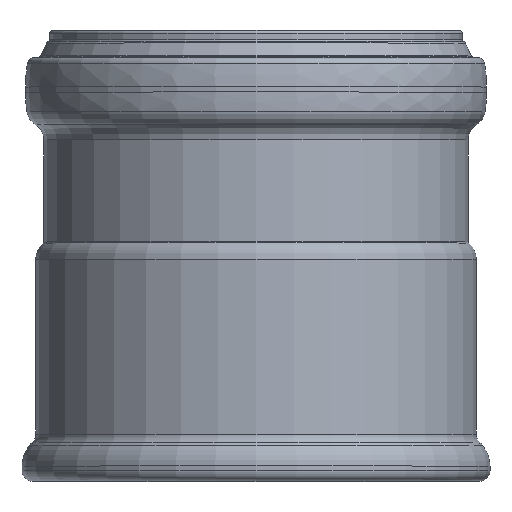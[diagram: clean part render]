
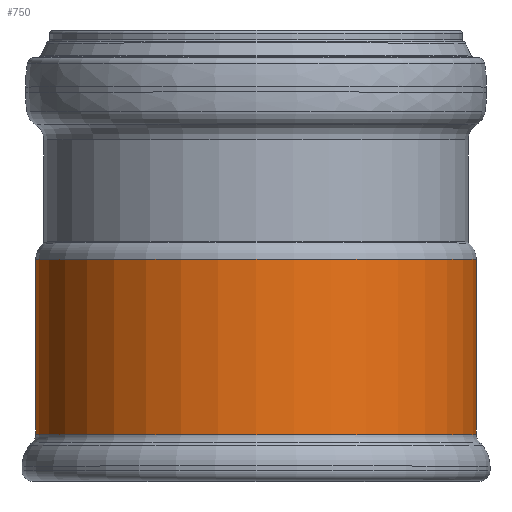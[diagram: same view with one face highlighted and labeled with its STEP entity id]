
A CAD part, top view. The second image highlights one B-rep face of the part: STEP entity #750.
In plain terms, the highlighted cylindrical face has radius 62.65 mm (diameter 125.3 mm), a full revolution.
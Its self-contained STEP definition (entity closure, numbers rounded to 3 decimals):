
#37=LINE('',#1313,#56);
#56=VECTOR('',#1009,62.65);
#75=CYLINDRICAL_SURFACE('',#835,62.65);
#91=FACE_OUTER_BOUND('',#140,.T.);
#140=EDGE_LOOP('',(#510,#511,#512,#513,#514,#515));
#201=CIRCLE('',#833,62.65);
#202=CIRCLE('',#834,62.65);
#203=CIRCLE('',#836,62.65);
#204=CIRCLE('',#837,62.65);
#297=VERTEX_POINT('',#1303);
#298=VERTEX_POINT('',#1305);
#299=VERTEX_POINT('',#1309);
#300=VERTEX_POINT('',#1310);
#378=EDGE_CURVE('',#298,#297,#201,.T.);
#379=EDGE_CURVE('',#297,#298,#202,.T.);
#380=EDGE_CURVE('',#299,#300,#203,.T.);
#381=EDGE_CURVE('',#300,#299,#204,.T.);
#382=EDGE_CURVE('',#300,#298,#37,.T.);
#510=ORIENTED_EDGE('',*,*,#380,.F.);
#511=ORIENTED_EDGE('',*,*,#381,.F.);
#512=ORIENTED_EDGE('',*,*,#382,.T.);
#513=ORIENTED_EDGE('',*,*,#378,.T.);
#514=ORIENTED_EDGE('',*,*,#379,.T.);
#515=ORIENTED_EDGE('',*,*,#382,.F.);
#750=ADVANCED_FACE('',(#91),#75,.T.);
#833=AXIS2_PLACEMENT_3D('',#1306,#999,#1000);
#834=AXIS2_PLACEMENT_3D('',#1307,#1001,#1002);
#835=AXIS2_PLACEMENT_3D('',#1308,#1003,#1004);
#836=AXIS2_PLACEMENT_3D('',#1311,#1005,#1006);
#837=AXIS2_PLACEMENT_3D('',#1312,#1007,#1008);
#999=DIRECTION('center_axis',(0.,1.,0.));
#1000=DIRECTION('ref_axis',(1.,0.,0.));
#1001=DIRECTION('center_axis',(0.,1.,0.));
#1002=DIRECTION('ref_axis',(1.,0.,0.));
#1003=DIRECTION('center_axis',(0.,1.,0.));
#1004=DIRECTION('ref_axis',(-1.,0.,0.));
#1005=DIRECTION('center_axis',(0.,1.,0.));
#1006=DIRECTION('ref_axis',(1.,0.,0.));
#1007=DIRECTION('center_axis',(0.,1.,0.));
#1008=DIRECTION('ref_axis',(1.,0.,0.));
#1009=DIRECTION('',(0.,-1.,0.));
#1303=CARTESIAN_POINT('',(0.,13.122,-62.65));
#1305=CARTESIAN_POINT('',(62.65,13.122,0.));
#1306=CARTESIAN_POINT('Origin',(0.,13.122,0.));
#1307=CARTESIAN_POINT('Origin',(0.,13.122,0.));
#1308=CARTESIAN_POINT('Origin',(0.,38.061,0.));
#1309=CARTESIAN_POINT('',(0.,63.,-62.65));
#1310=CARTESIAN_POINT('',(62.65,63.,0.));
#1311=CARTESIAN_POINT('Origin',(0.,63.,0.));
#1312=CARTESIAN_POINT('Origin',(0.,63.,0.));
#1313=CARTESIAN_POINT('',(62.65,38.061,0.));
